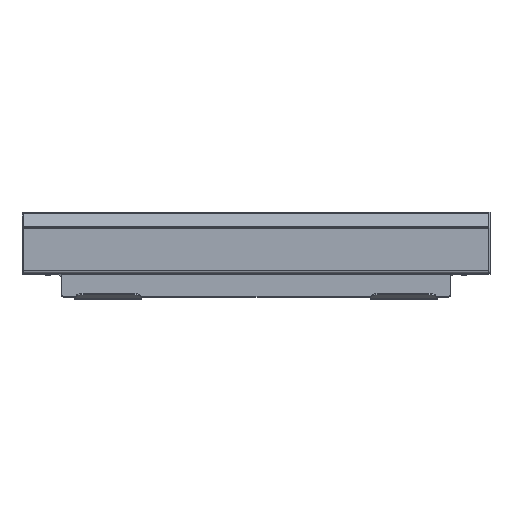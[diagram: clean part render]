
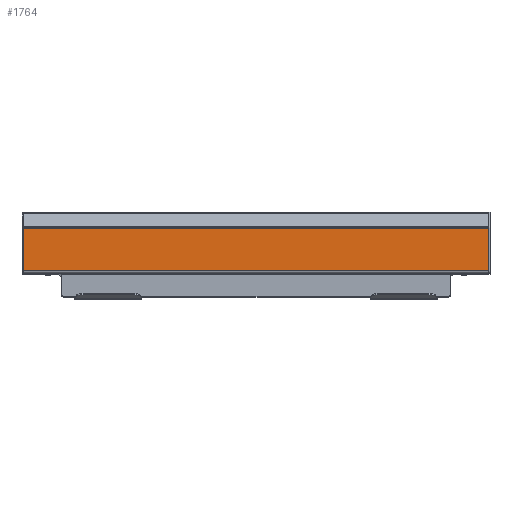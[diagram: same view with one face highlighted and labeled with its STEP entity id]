
A CAD part, top view. The second image highlights one B-rep face of the part: STEP entity #1764.
In plain terms, the highlighted planar face has unit normal (0, 0, 1).
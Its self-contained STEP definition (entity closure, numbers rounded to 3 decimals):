
#378 = VERTEX_POINT ( 'NONE', #8624 ) ;
#570 = ORIENTED_EDGE ( 'NONE', *, *, #10033, .F. ) ;
#1764 = ADVANCED_FACE ( 'NONE', ( #14618 ), #13362, .T. ) ;
#1975 = EDGE_LOOP ( 'NONE', ( #4587, #10074, #570, #4905 ) ) ;
#2068 = CARTESIAN_POINT ( 'NONE',  ( 277.5, -19.054, 293. ) ) ;
#2252 = VERTEX_POINT ( 'NONE', #6864 ) ;
#2441 = LINE ( 'NONE', #10595, #7674 ) ;
#2604 = DIRECTION ( 'NONE',  ( 0., 0., 1. ) ) ;
#2822 = CARTESIAN_POINT ( 'NONE',  ( -277.5, -69.906, 293. ) ) ;
#3703 = DIRECTION ( 'NONE',  ( 0., -1., 0. ) ) ;
#4309 = DIRECTION ( 'NONE',  ( 1., 0., 0. ) ) ;
#4587 = ORIENTED_EDGE ( 'NONE', *, *, #14912, .T. ) ;
#4905 = ORIENTED_EDGE ( 'NONE', *, *, #12128, .T. ) ;
#4912 = DIRECTION ( 'NONE',  ( 1., 0., 0. ) ) ;
#5357 = LINE ( 'NONE', #2822, #6044 ) ;
#6044 = VECTOR ( 'NONE', #13965, 1000. ) ;
#6864 = CARTESIAN_POINT ( 'NONE',  ( 277.5, -69.906, 293. ) ) ;
#6900 = DIRECTION ( 'NONE',  ( 0., -1., 0. ) ) ;
#7674 = VECTOR ( 'NONE', #3703, 1000. ) ;
#7862 = VERTEX_POINT ( 'NONE', #15110 ) ;
#7893 = VECTOR ( 'NONE', #4309, 1000. ) ;
#8449 = CARTESIAN_POINT ( 'NONE',  ( -277.5, -69.906, 293. ) ) ;
#8624 = CARTESIAN_POINT ( 'NONE',  ( 277.5, -19.054, 293. ) ) ;
#9044 = VERTEX_POINT ( 'NONE', #8449 ) ;
#9291 = CARTESIAN_POINT ( 'NONE',  ( -277.5, -19.054, 293. ) ) ;
#9596 = AXIS2_PLACEMENT_3D ( 'NONE', #14468, #2604, #4912 ) ;
#9756 = VECTOR ( 'NONE', #6900, 1000. ) ;
#10033 = EDGE_CURVE ( 'NONE', #7862, #378, #15063, .T. ) ;
#10074 = ORIENTED_EDGE ( 'NONE', *, *, #11521, .F. ) ;
#10595 = CARTESIAN_POINT ( 'NONE',  ( -277.5, -19.054, 293. ) ) ;
#11521 = EDGE_CURVE ( 'NONE', #378, #2252, #12906, .T. ) ;
#12128 = EDGE_CURVE ( 'NONE', #7862, #9044, #2441, .T. ) ;
#12906 = LINE ( 'NONE', #2068, #9756 ) ;
#13362 = PLANE ( 'NONE',  #9596 ) ;
#13965 = DIRECTION ( 'NONE',  ( 1., 0., 0. ) ) ;
#14468 = CARTESIAN_POINT ( 'NONE',  ( -277.5, -19.054, 293. ) ) ;
#14618 = FACE_OUTER_BOUND ( 'NONE', #1975, .T. ) ;
#14912 = EDGE_CURVE ( 'NONE', #9044, #2252, #5357, .T. ) ;
#15063 = LINE ( 'NONE', #9291, #7893 ) ;
#15110 = CARTESIAN_POINT ( 'NONE',  ( -277.5, -19.054, 293. ) ) ;
